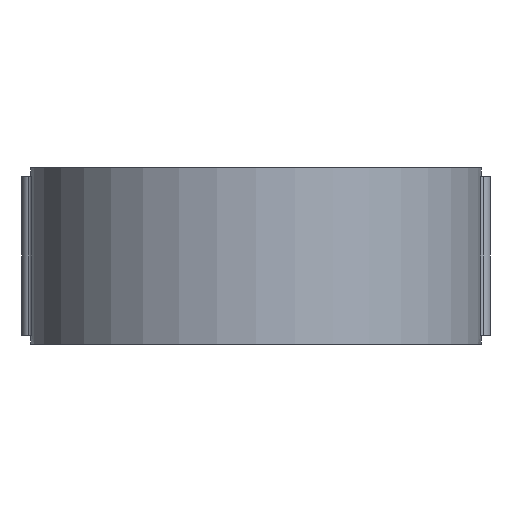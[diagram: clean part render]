
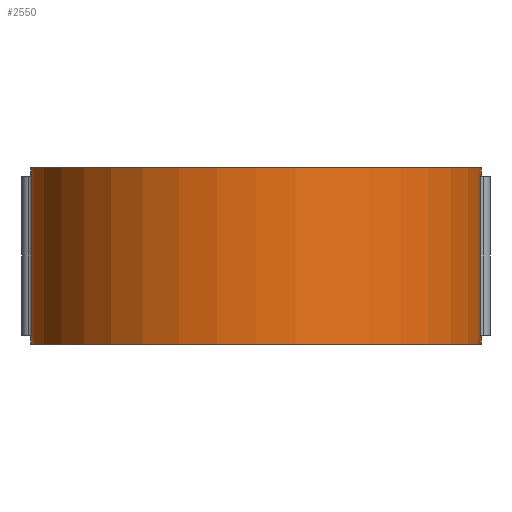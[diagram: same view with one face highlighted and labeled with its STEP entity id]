
A CAD part, front view. The second image highlights one B-rep face of the part: STEP entity #2550.
In plain terms, the highlighted cylindrical face has radius 12.75 mm (diameter 25.5 mm), a partial arc.
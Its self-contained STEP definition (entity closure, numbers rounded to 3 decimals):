
#187=LINE('',#4212,#370);
#191=LINE('',#4220,#374);
#193=LINE('',#4224,#376);
#194=LINE('',#4229,#377);
#195=LINE('',#4234,#378);
#196=LINE('',#4239,#379);
#370=VECTOR('',#3213,1000.);
#374=VECTOR('',#3217,1000.);
#376=VECTOR('',#3221,1000.);
#377=VECTOR('',#3224,1000.);
#378=VECTOR('',#3229,1000.);
#379=VECTOR('',#3234,1000.);
#645=ORIENTED_EDGE('',*,*,#1392,.F.);
#646=ORIENTED_EDGE('',*,*,#1393,.T.);
#647=ORIENTED_EDGE('',*,*,#1394,.F.);
#648=ORIENTED_EDGE('',*,*,#1395,.F.);
#649=ORIENTED_EDGE('',*,*,#1390,.T.);
#650=ORIENTED_EDGE('',*,*,#1396,.T.);
#651=ORIENTED_EDGE('',*,*,#1397,.T.);
#652=ORIENTED_EDGE('',*,*,#1398,.F.);
#653=ORIENTED_EDGE('',*,*,#1386,.T.);
#654=ORIENTED_EDGE('',*,*,#1399,.T.);
#655=ORIENTED_EDGE('',*,*,#1400,.F.);
#656=ORIENTED_EDGE('',*,*,#1401,.F.);
#1386=EDGE_CURVE('',#1747,#1746,#187,.T.);
#1390=EDGE_CURVE('',#1751,#1750,#191,.T.);
#1392=EDGE_CURVE('',#1752,#1753,#193,.T.);
#1393=EDGE_CURVE('',#1752,#1754,#1951,.T.);
#1394=EDGE_CURVE('',#1755,#1754,#194,.T.);
#1395=EDGE_CURVE('',#1751,#1755,#1952,.T.);
#1396=EDGE_CURVE('',#1750,#1756,#1953,.T.);
#1397=EDGE_CURVE('',#1756,#1757,#195,.T.);
#1398=EDGE_CURVE('',#1747,#1757,#1954,.T.);
#1399=EDGE_CURVE('',#1746,#1758,#1955,.T.);
#1400=EDGE_CURVE('',#1759,#1758,#196,.T.);
#1401=EDGE_CURVE('',#1753,#1759,#1956,.T.);
#1746=VERTEX_POINT('',#4211);
#1747=VERTEX_POINT('',#4213);
#1750=VERTEX_POINT('',#4219);
#1751=VERTEX_POINT('',#4221);
#1752=VERTEX_POINT('',#4225);
#1753=VERTEX_POINT('',#4226);
#1754=VERTEX_POINT('',#4228);
#1755=VERTEX_POINT('',#4230);
#1756=VERTEX_POINT('',#4233);
#1757=VERTEX_POINT('',#4235);
#1758=VERTEX_POINT('',#4238);
#1759=VERTEX_POINT('',#4240);
#1951=CIRCLE('',#2763,12.75);
#1952=CIRCLE('',#2764,12.75);
#1953=CIRCLE('',#2765,12.75);
#1954=CIRCLE('',#2766,12.75);
#1955=CIRCLE('',#2767,12.75);
#1956=CIRCLE('',#2768,12.75);
#2119=EDGE_LOOP('',(#645,#646,#647,#648,#649,#650,#651,#652,#653,#654,#655,
#656));
#2294=FACE_BOUND('',#2119,.T.);
#2463=CYLINDRICAL_SURFACE('',#2762,12.75);
#2550=ADVANCED_FACE('',(#2294),#2463,.T.);
#2762=AXIS2_PLACEMENT_3D('',#4223,#3219,#3220);
#2763=AXIS2_PLACEMENT_3D('',#4227,#3222,#3223);
#2764=AXIS2_PLACEMENT_3D('',#4231,#3225,#3226);
#2765=AXIS2_PLACEMENT_3D('',#4232,#3227,#3228);
#2766=AXIS2_PLACEMENT_3D('',#4236,#3230,#3231);
#2767=AXIS2_PLACEMENT_3D('',#4237,#3232,#3233);
#2768=AXIS2_PLACEMENT_3D('',#4241,#3235,#3236);
#3213=DIRECTION('',(0.,0.,-1.));
#3217=DIRECTION('',(0.,0.,-1.));
#3219=DIRECTION('',(0.,0.,-1.));
#3220=DIRECTION('',(-1.,0.,0.));
#3221=DIRECTION('',(0.,0.,-1.));
#3222=DIRECTION('',(0.,0.,1.));
#3223=DIRECTION('',(1.,0.,0.));
#3224=DIRECTION('',(0.,0.,-1.));
#3225=DIRECTION('',(0.,0.,1.));
#3226=DIRECTION('',(1.,0.,0.));
#3227=DIRECTION('',(0.,0.,1.));
#3228=DIRECTION('',(1.,0.,0.));
#3229=DIRECTION('',(0.,0.,-1.));
#3230=DIRECTION('',(0.,0.,1.));
#3231=DIRECTION('',(1.,0.,0.));
#3232=DIRECTION('',(0.,0.,1.));
#3233=DIRECTION('',(1.,0.,0.));
#3234=DIRECTION('',(0.,0.,-1.));
#3235=DIRECTION('',(0.,0.,1.));
#3236=DIRECTION('',(1.,0.,0.));
#4211=CARTESIAN_POINT('',(-12.75,0.,-5.));
#4212=CARTESIAN_POINT('',(-12.75,0.,5.));
#4213=CARTESIAN_POINT('',(-12.75,0.,-4.5));
#4219=CARTESIAN_POINT('',(-12.75,0.,4.5));
#4220=CARTESIAN_POINT('',(-12.75,0.,5.));
#4221=CARTESIAN_POINT('',(-12.75,0.,5.));
#4223=CARTESIAN_POINT('',(0.,0.,5.));
#4224=CARTESIAN_POINT('',(12.717,-0.916,4.5));
#4225=CARTESIAN_POINT('',(12.717,-0.916,4.5));
#4226=CARTESIAN_POINT('',(12.717,-0.916,-4.5));
#4227=CARTESIAN_POINT('',(0.,0.,4.5));
#4228=CARTESIAN_POINT('',(12.75,0.,4.5));
#4229=CARTESIAN_POINT('',(12.75,0.,5.));
#4230=CARTESIAN_POINT('',(12.75,0.,5.));
#4231=CARTESIAN_POINT('',(0.,0.,5.));
#4232=CARTESIAN_POINT('',(0.,0.,4.5));
#4233=CARTESIAN_POINT('',(-12.717,-0.916,4.5));
#4234=CARTESIAN_POINT('',(-12.717,-0.916,4.5));
#4235=CARTESIAN_POINT('',(-12.717,-0.916,-4.5));
#4236=CARTESIAN_POINT('',(0.,0.,-4.5));
#4237=CARTESIAN_POINT('',(0.,0.,-5.));
#4238=CARTESIAN_POINT('',(12.75,0.,-5.));
#4239=CARTESIAN_POINT('',(12.75,0.,5.));
#4240=CARTESIAN_POINT('',(12.75,0.,-4.5));
#4241=CARTESIAN_POINT('',(0.,0.,-4.5));
